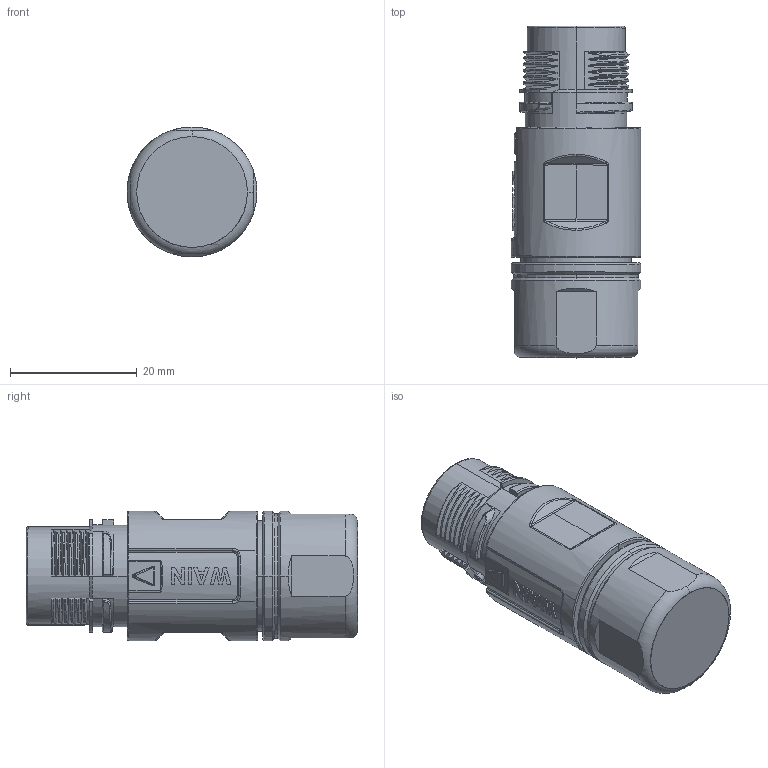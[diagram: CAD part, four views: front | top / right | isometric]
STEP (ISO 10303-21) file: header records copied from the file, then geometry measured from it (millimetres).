
FILE_DESCRIPTION((''),'2;1');
FILE_NAME('M17-012R-CCT-DX-SH','2023-09-12T',('tc.chen'),(''),'PRO/ENGINEER BY PARAMETRIC TECHNOLOGY CORPORATION, 2012480','PRO/ENGINEER BY PARAMETRIC TECHNOLOGY CORPORATION, 2012480','');
FILE_SCHEMA(('CONFIG_CONTROL_DESIGN'));
Length unit declared in the file: millimetre
Products named in the file (1): M17-012R-CCT-DX-SH
Bounding box: 20.52 x 52.41 x 20.5 mm (x, y, z)
Volume: 13214.8 mm3; surface area: 7100 mm2
Topology: 1 solids, 1 shells, 822 faces, 2263 edges, 1470 vertices
Faces by surface type: plane 407, cylinder 176, bspline 134, torus 48, cone 25, extrusion 22, sphere 10
Entity records: 36963 total; most frequent: CARTESIAN_POINT 17442, ORIENTED_EDGE 4506, DIRECTION 3325, EDGE_CURVE 2253, VERTEX_POINT 1470, VECTOR 1257, LINE 1235, AXIS2_PLACEMENT_3D 1034
